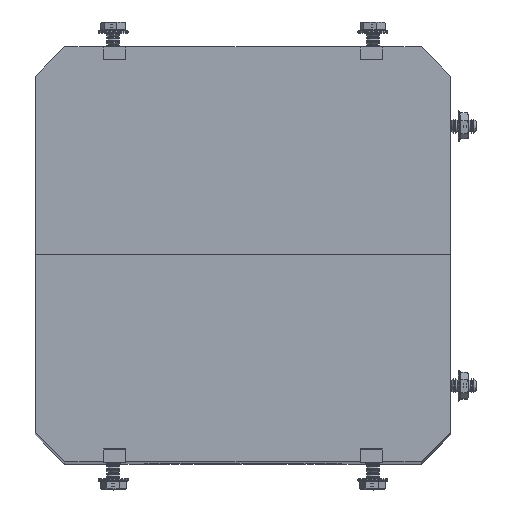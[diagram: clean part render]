
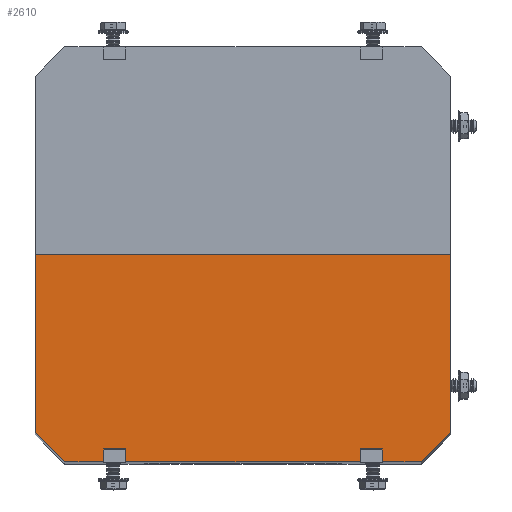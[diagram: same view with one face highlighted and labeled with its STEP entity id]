
A CAD part, top view. The second image highlights one B-rep face of the part: STEP entity #2610.
In plain terms, the highlighted planar face has unit normal (0, 0, 1).
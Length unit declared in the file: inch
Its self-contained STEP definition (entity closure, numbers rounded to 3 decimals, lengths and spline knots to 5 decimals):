
#205 = EDGE_CURVE ( 'NONE', #12369, #11992, #22123, .T. ) ;
#214 = VECTOR ( 'NONE', #27250, 39.37008 ) ;
#288 = VERTEX_POINT ( 'NONE', #25339 ) ;
#301 = CARTESIAN_POINT ( 'NONE',  ( -4., -4., 12.105 ) ) ;
#515 = DIRECTION ( 'NONE',  ( 0.707, 0.707, 0. ) ) ;
#722 = LINE ( 'NONE', #23591, #19014 ) ;
#791 = EDGE_CURVE ( 'NONE', #7037, #4766, #22837, .T. ) ;
#1386 = AXIS2_PLACEMENT_3D ( 'NONE', #15300, #29736, #15414 ) ;
#1599 = LINE ( 'NONE', #18667, #26268 ) ;
#1990 = DIRECTION ( 'NONE',  ( 0., -1., 0. ) ) ;
#2082 = CARTESIAN_POINT ( 'NONE',  ( -3.4375, -4., 12.105 ) ) ;
#2206 = DIRECTION ( 'NONE',  ( -1., 0., 0. ) ) ;
#2525 = VECTOR ( 'NONE', #19806, 39.37008 ) ;
#2610 = ADVANCED_FACE ( 'NONE', ( #2640 ), #8225, .T. ) ;
#2640 = FACE_OUTER_BOUND ( 'NONE', #14666, .T. ) ;
#3221 = CARTESIAN_POINT ( 'NONE',  ( 2.6875, -4., 12.105 ) ) ;
#3279 = LINE ( 'NONE', #26920, #2525 ) ;
#3547 = CARTESIAN_POINT ( 'NONE',  ( -2.2635, -3.75, 12.105 ) ) ;
#3603 = VERTEX_POINT ( 'NONE', #15439 ) ;
#3928 = VERTEX_POINT ( 'NONE', #23705 ) ;
#4260 = DIRECTION ( 'NONE',  ( 1., 0., 0. ) ) ;
#4289 = VECTOR ( 'NONE', #11526, 39.37008 ) ;
#4766 = VERTEX_POINT ( 'NONE', #3221 ) ;
#4990 = CARTESIAN_POINT ( 'NONE',  ( 2.6875, -3.75, 12.105 ) ) ;
#5059 = DIRECTION ( 'NONE',  ( 0., -1., 0. ) ) ;
#5300 = CARTESIAN_POINT ( 'NONE',  ( -0.28125, -7.71875, 12.105 ) ) ;
#5668 = VERTEX_POINT ( 'NONE', #12805 ) ;
#6033 = VECTOR ( 'NONE', #12740, 39.37008 ) ;
#6351 = ORIENTED_EDGE ( 'NONE', *, *, #8990, .F. ) ;
#6450 = CARTESIAN_POINT ( 'NONE',  ( 4., 4., 12.105 ) ) ;
#6640 = CARTESIAN_POINT ( 'NONE',  ( -4., 4., 12.105 ) ) ;
#6653 = ORIENTED_EDGE ( 'NONE', *, *, #20910, .F. ) ;
#7037 = VERTEX_POINT ( 'NONE', #4990 ) ;
#7175 = VERTEX_POINT ( 'NONE', #3547 ) ;
#7258 = DIRECTION ( 'NONE',  ( 0., -1., 0. ) ) ;
#7361 = VERTEX_POINT ( 'NONE', #23248 ) ;
#7446 = VERTEX_POINT ( 'NONE', #2082 ) ;
#8225 = PLANE ( 'NONE',  #1386 ) ;
#8990 = EDGE_CURVE ( 'NONE', #7037, #5668, #722, .T. ) ;
#9152 = CARTESIAN_POINT ( 'NONE',  ( -2.2635, -3.75, 12.105 ) ) ;
#9503 = LINE ( 'NONE', #30077, #15083 ) ;
#9876 = LINE ( 'NONE', #9152, #4289 ) ;
#10191 = LINE ( 'NONE', #6450, #17264 ) ;
#10271 = ORIENTED_EDGE ( 'NONE', *, *, #12097, .T. ) ;
#10439 = CARTESIAN_POINT ( 'NONE',  ( -2.6875, -3.75, 12.105 ) ) ;
#10834 = CARTESIAN_POINT ( 'NONE',  ( 4., 0., 12.105 ) ) ;
#10982 = LINE ( 'NONE', #5300, #11758 ) ;
#11091 = CARTESIAN_POINT ( 'NONE',  ( -4., -3.4375, 12.105 ) ) ;
#11111 = ORIENTED_EDGE ( 'NONE', *, *, #26384, .F. ) ;
#11417 = CARTESIAN_POINT ( 'NONE',  ( -4., -4., 12.105 ) ) ;
#11526 = DIRECTION ( 'NONE',  ( 0., -1., 0. ) ) ;
#11758 = VECTOR ( 'NONE', #515, 39.37008 ) ;
#11992 = VERTEX_POINT ( 'NONE', #11091 ) ;
#12097 = EDGE_CURVE ( 'NONE', #7446, #7361, #18504, .T. ) ;
#12144 = LINE ( 'NONE', #25154, #214 ) ;
#12369 = VERTEX_POINT ( 'NONE', #28877 ) ;
#12596 = ORIENTED_EDGE ( 'NONE', *, *, #791, .T. ) ;
#12740 = DIRECTION ( 'NONE',  ( -1., 0., 0. ) ) ;
#12805 = CARTESIAN_POINT ( 'NONE',  ( 2.2635, -3.75, 12.105 ) ) ;
#13133 = EDGE_CURVE ( 'NONE', #7175, #3928, #29229, .T. ) ;
#13608 = ORIENTED_EDGE ( 'NONE', *, *, #13133, .F. ) ;
#14666 = EDGE_LOOP ( 'NONE', ( #14917, #18292, #30818, #17237, #10271, #6653, #13608, #30572, #23803, #11111, #6351, #12596, #30371, #29501 ) ) ;
#14917 = ORIENTED_EDGE ( 'NONE', *, *, #20745, .T. ) ;
#15083 = VECTOR ( 'NONE', #27663, 39.37008 ) ;
#15300 = CARTESIAN_POINT ( 'NONE',  ( -4., -4., 12.105 ) ) ;
#15414 = DIRECTION ( 'NONE',  ( 1., 0., 0. ) ) ;
#15439 = CARTESIAN_POINT ( 'NONE',  ( 4., -3.4375, 12.105 ) ) ;
#15755 = VECTOR ( 'NONE', #7258, 39.37008 ) ;
#16384 = VECTOR ( 'NONE', #20003, 39.37008 ) ;
#16488 = VECTOR ( 'NONE', #5059, 39.37008 ) ;
#17237 = ORIENTED_EDGE ( 'NONE', *, *, #27880, .T. ) ;
#17254 = VERTEX_POINT ( 'NONE', #10834 ) ;
#17264 = VECTOR ( 'NONE', #23159, 39.37008 ) ;
#17633 = VECTOR ( 'NONE', #30808, 39.37008 ) ;
#18292 = ORIENTED_EDGE ( 'NONE', *, *, #24642, .T. ) ;
#18504 = LINE ( 'NONE', #11417, #27115 ) ;
#18667 = CARTESIAN_POINT ( 'NONE',  ( -2.6875, -3.75, 12.105 ) ) ;
#19014 = VECTOR ( 'NONE', #2206, 39.37008 ) ;
#19551 = EDGE_CURVE ( 'NONE', #4766, #30057, #9503, .T. ) ;
#19806 = DIRECTION ( 'NONE',  ( 0., -1., 0. ) ) ;
#20003 = DIRECTION ( 'NONE',  ( -1., 0., 0. ) ) ;
#20745 = EDGE_CURVE ( 'NONE', #3603, #17254, #10191, .T. ) ;
#20910 = EDGE_CURVE ( 'NONE', #3928, #7361, #1599, .T. ) ;
#21016 = EDGE_CURVE ( 'NONE', #24193, #288, #24021, .T. ) ;
#21058 = CARTESIAN_POINT ( 'NONE',  ( -2.2635, -4., 12.105 ) ) ;
#22123 = LINE ( 'NONE', #6640, #15755 ) ;
#22837 = LINE ( 'NONE', #23766, #16488 ) ;
#23159 = DIRECTION ( 'NONE',  ( 0., 1., 0. ) ) ;
#23248 = CARTESIAN_POINT ( 'NONE',  ( -2.6875, -4., 12.105 ) ) ;
#23498 = LINE ( 'NONE', #29522, #16384 ) ;
#23591 = CARTESIAN_POINT ( 'NONE',  ( 2.2635, -3.75, 12.105 ) ) ;
#23705 = CARTESIAN_POINT ( 'NONE',  ( -2.6875, -3.75, 12.105 ) ) ;
#23766 = CARTESIAN_POINT ( 'NONE',  ( 2.6875, -3.75, 12.105 ) ) ;
#23803 = ORIENTED_EDGE ( 'NONE', *, *, #21016, .T. ) ;
#24021 = LINE ( 'NONE', #301, #17633 ) ;
#24193 = VERTEX_POINT ( 'NONE', #21058 ) ;
#24642 = EDGE_CURVE ( 'NONE', #17254, #12369, #23498, .T. ) ;
#25154 = CARTESIAN_POINT ( 'NONE',  ( -3.71875, -3.71875, 12.105 ) ) ;
#25339 = CARTESIAN_POINT ( 'NONE',  ( 2.2635, -4., 12.105 ) ) ;
#26268 = VECTOR ( 'NONE', #1990, 39.37008 ) ;
#26384 = EDGE_CURVE ( 'NONE', #5668, #288, #3279, .T. ) ;
#26535 = CARTESIAN_POINT ( 'NONE',  ( 3.4375, -4., 12.105 ) ) ;
#26920 = CARTESIAN_POINT ( 'NONE',  ( 2.2635, -3.75, 12.105 ) ) ;
#27115 = VECTOR ( 'NONE', #4260, 39.37008 ) ;
#27250 = DIRECTION ( 'NONE',  ( 0.707, -0.707, 0. ) ) ;
#27663 = DIRECTION ( 'NONE',  ( 1., 0., 0. ) ) ;
#27880 = EDGE_CURVE ( 'NONE', #11992, #7446, #12144, .T. ) ;
#28374 = EDGE_CURVE ( 'NONE', #30057, #3603, #10982, .T. ) ;
#28820 = EDGE_CURVE ( 'NONE', #7175, #24193, #9876, .T. ) ;
#28877 = CARTESIAN_POINT ( 'NONE',  ( -4., 0., 12.105 ) ) ;
#29229 = LINE ( 'NONE', #10439, #6033 ) ;
#29501 = ORIENTED_EDGE ( 'NONE', *, *, #28374, .T. ) ;
#29522 = CARTESIAN_POINT ( 'NONE',  ( -4., 0., 12.105 ) ) ;
#29736 = DIRECTION ( 'NONE',  ( 0., 0., 1. ) ) ;
#30057 = VERTEX_POINT ( 'NONE', #26535 ) ;
#30077 = CARTESIAN_POINT ( 'NONE',  ( -4., -4., 12.105 ) ) ;
#30371 = ORIENTED_EDGE ( 'NONE', *, *, #19551, .T. ) ;
#30572 = ORIENTED_EDGE ( 'NONE', *, *, #28820, .T. ) ;
#30808 = DIRECTION ( 'NONE',  ( 1., 0., 0. ) ) ;
#30818 = ORIENTED_EDGE ( 'NONE', *, *, #205, .T. ) ;
